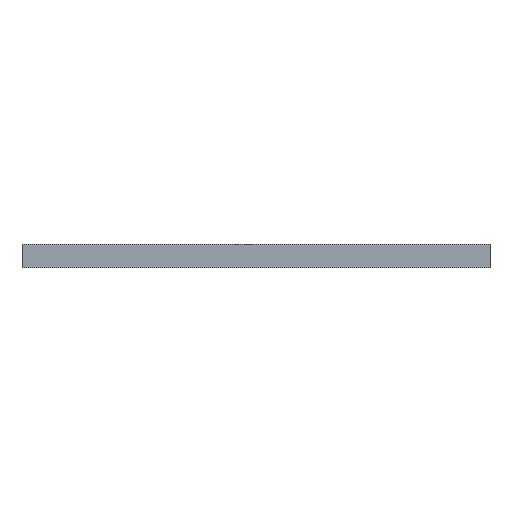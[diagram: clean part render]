
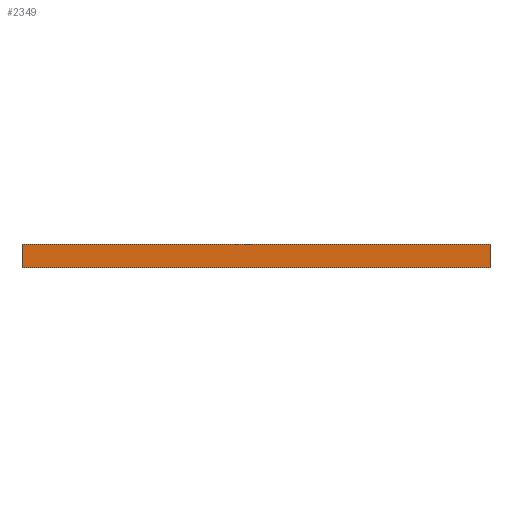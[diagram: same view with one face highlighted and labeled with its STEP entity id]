
A CAD part, front view. The second image highlights one B-rep face of the part: STEP entity #2349.
In plain terms, the highlighted planar face has unit normal (0, -1, 0).
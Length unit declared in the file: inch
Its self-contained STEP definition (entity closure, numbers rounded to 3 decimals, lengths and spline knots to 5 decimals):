
#72 = ORIENTED_EDGE ( 'NONE', *, *, #2738, .T. ) ;
#392 = CARTESIAN_POINT ( 'NONE',  ( -0.59055, -0.59055, 0. ) ) ;
#575 = VERTEX_POINT ( 'NONE', #4266 ) ;
#609 = CARTESIAN_POINT ( 'NONE',  ( -0.59055, -0.59055, 0.01969 ) ) ;
#671 = ORIENTED_EDGE ( 'NONE', *, *, #1746, .T. ) ;
#841 = DIRECTION ( 'NONE',  ( 1., 0., 0. ) ) ;
#848 = EDGE_CURVE ( 'NONE', #1887, #4614, #2316, .T. ) ;
#1321 = CARTESIAN_POINT ( 'NONE',  ( 0.59055, -0.59055, -0.03937 ) ) ;
#1502 = DIRECTION ( 'NONE',  ( 0., 0., 1. ) ) ;
#1597 = VECTOR ( 'NONE', #4765, 39.37008 ) ;
#1746 = EDGE_CURVE ( 'NONE', #5442, #575, #2774, .T. ) ;
#1775 = ORIENTED_EDGE ( 'NONE', *, *, #848, .F. ) ;
#1836 = FACE_OUTER_BOUND ( 'NONE', #4927, .T. ) ;
#1887 = VERTEX_POINT ( 'NONE', #3537 ) ;
#2089 = DIRECTION ( 'NONE',  ( 0., -1., 0. ) ) ;
#2316 = LINE ( 'NONE', #4968, #2443 ) ;
#2349 = ADVANCED_FACE ( 'NONE', ( #1836 ), #5153, .T. ) ;
#2443 = VECTOR ( 'NONE', #1502, 39.37008 ) ;
#2738 = EDGE_CURVE ( 'NONE', #1887, #5442, #5567, .T. ) ;
#2774 = LINE ( 'NONE', #5206, #1597 ) ;
#3084 = LINE ( 'NONE', #3462, #4993 ) ;
#3462 = CARTESIAN_POINT ( 'NONE',  ( -0.59055, -0.59055, 0.01969 ) ) ;
#3537 = CARTESIAN_POINT ( 'NONE',  ( -0.59055, -0.59055, -0.03937 ) ) ;
#4266 = CARTESIAN_POINT ( 'NONE',  ( 0.59055, -0.59055, 0.01969 ) ) ;
#4614 = VERTEX_POINT ( 'NONE', #609 ) ;
#4765 = DIRECTION ( 'NONE',  ( 0., 0., 1. ) ) ;
#4927 = EDGE_LOOP ( 'NONE', ( #1775, #72, #671, #5046 ) ) ;
#4968 = CARTESIAN_POINT ( 'NONE',  ( -0.59055, -0.59055, 0. ) ) ;
#4993 = VECTOR ( 'NONE', #5235, 39.37008 ) ;
#5046 = ORIENTED_EDGE ( 'NONE', *, *, #5356, .F. ) ;
#5097 = VECTOR ( 'NONE', #5591, 39.37008 ) ;
#5153 = PLANE ( 'NONE',  #5420 ) ;
#5206 = CARTESIAN_POINT ( 'NONE',  ( 0.59055, -0.59055, 0. ) ) ;
#5214 = CARTESIAN_POINT ( 'NONE',  ( -0.59055, -0.59055, -0.03937 ) ) ;
#5235 = DIRECTION ( 'NONE',  ( 1., 0., 0. ) ) ;
#5356 = EDGE_CURVE ( 'NONE', #4614, #575, #3084, .T. ) ;
#5420 = AXIS2_PLACEMENT_3D ( 'NONE', #392, #2089, #841 ) ;
#5442 = VERTEX_POINT ( 'NONE', #1321 ) ;
#5567 = LINE ( 'NONE', #5214, #5097 ) ;
#5591 = DIRECTION ( 'NONE',  ( 1., 0., 0. ) ) ;
